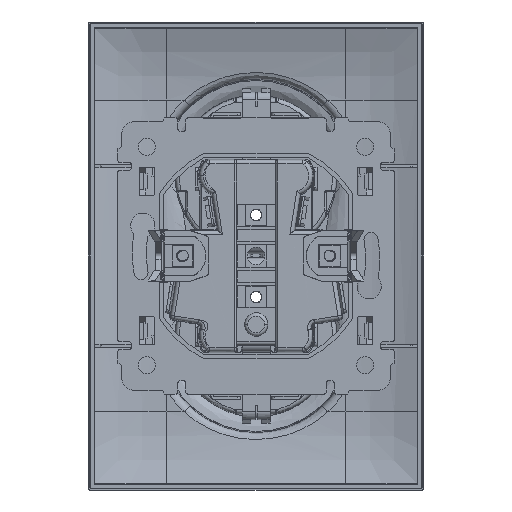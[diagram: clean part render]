
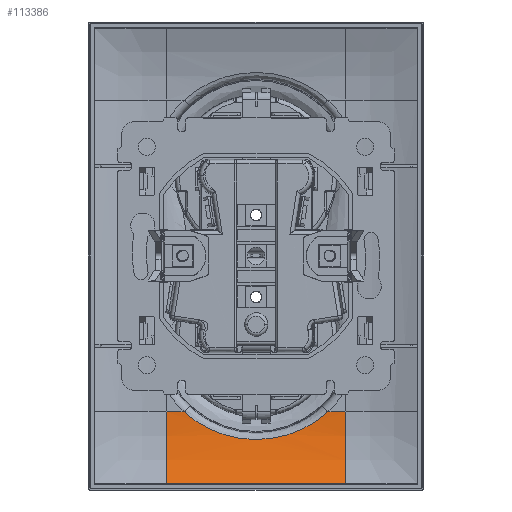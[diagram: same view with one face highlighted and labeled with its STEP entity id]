
A CAD part, front view. The second image highlights one B-rep face of the part: STEP entity #113386.
In plain terms, the highlighted cylindrical face has radius 50.4 mm (diameter 100.8 mm), a partial arc.
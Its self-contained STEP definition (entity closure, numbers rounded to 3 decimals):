
#1165 = ORIENTED_EDGE ( 'NONE', *, *, #80119, .F. ) ;
#1536 = EDGE_LOOP ( 'NONE', ( #71203, #8342, #24521, #1165, #122183, #2782 ) ) ;
#2782 = ORIENTED_EDGE ( 'NONE', *, *, #4162, .T. ) ;
#4162 = EDGE_CURVE ( 'NONE', #51296, #93504, #102842, .T. ) ;
#4658 = DIRECTION ( 'NONE',  ( 1., 0., 0. ) ) ;
#4987 = CARTESIAN_POINT ( 'NONE',  ( -7.912, 7.253, -45.909 ) ) ;
#5599 = CARTESIAN_POINT ( 'NONE',  ( 10.602, 7.356, -44.952 ) ) ;
#6362 = CARTESIAN_POINT ( 'NONE',  ( -23., 7.6, -40. ) ) ;
#6830 = CARTESIAN_POINT ( 'NONE',  ( -9.823, 7.325, -45.259 ) ) ;
#8342 = ORIENTED_EDGE ( 'NONE', *, *, #78632, .F. ) ;
#8357 = AXIS2_PLACEMENT_3D ( 'NONE', #61160, #99273, #13690 ) ;
#12157 = VERTEX_POINT ( 'NONE', #50503 ) ;
#13690 = DIRECTION ( 'NONE',  ( 0., 0., -1. ) ) ;
#13746 = CARTESIAN_POINT ( 'NONE',  ( 15.841, 7.559, -42.088 ) ) ;
#14365 = CARTESIAN_POINT ( 'NONE',  ( -5.874, 7.187, -46.443 ) ) ;
#14996 = CARTESIAN_POINT ( 'NONE',  ( 13.716, 7.485, -43.438 ) ) ;
#15608 = CARTESIAN_POINT ( 'NONE',  ( -9.722, 7.321, -45.298 ) ) ;
#19315 = CARTESIAN_POINT ( 'NONE',  ( 23., 4.124, -58.392 ) ) ;
#23075 = CYLINDRICAL_SURFACE ( 'NONE', #8357, 50.4 ) ;
#23412 = LINE ( 'NONE', #90248, #50618 ) ;
#24367 = CARTESIAN_POINT ( 'NONE',  ( 15.151, 7.537, -42.557 ) ) ;
#24521 = ORIENTED_EDGE ( 'NONE', *, *, #120996, .T. ) ;
#24995 = CARTESIAN_POINT ( 'NONE',  ( 10.892, 7.368, -44.829 ) ) ;
#26203 = CARTESIAN_POINT ( 'NONE',  ( -17.198, 7.6, -41.118 ) ) ;
#27473 = CARTESIAN_POINT ( 'NONE',  ( 23., 7.6, -46.273 ) ) ;
#27566 = B_SPLINE_CURVE_WITH_KNOTS ( 'NONE', 3,
 ( #109659, #43454, #111490, #120853 ),
 .UNSPECIFIED., .F., .F.,
 ( 4, 4 ),
 ( 0., 1. ),
 .UNSPECIFIED. ) ;
#27741 = CARTESIAN_POINT ( 'NONE',  ( 18.428, 7.6, -40. ) ) ;
#28654 = CARTESIAN_POINT ( 'NONE',  ( -18.428, 7.6, -40. ) ) ;
#32488 = CARTESIAN_POINT ( 'NONE',  ( 17.172, 7.591, -41.089 ) ) ;
#33260 = DIRECTION ( 'NONE',  ( 1., 0., 0. ) ) ;
#34973 = CARTESIAN_POINT ( 'NONE',  ( 10.309, 7.344, -45.07 ) ) ;
#36172 = CARTESIAN_POINT ( 'NONE',  ( 23., 4.124, -58.392 ) ) ;
#36815 = CARTESIAN_POINT ( 'NONE',  ( -14.08, 7.498, -43.215 ) ) ;
#38036 = CARTESIAN_POINT ( 'NONE',  ( -13.716, 7.484, -43.427 ) ) ;
#40782 = VECTOR ( 'NONE', #33260, 1000. ) ;
#42485 = CARTESIAN_POINT ( 'NONE',  ( 10.113, 7.336, -45.148 ) ) ;
#43108 = CARTESIAN_POINT ( 'NONE',  ( -10.709, 7.36, -44.92 ) ) ;
#43454 = CARTESIAN_POINT ( 'NONE',  ( -23., 6.412, -52.551 ) ) ;
#43719 = CARTESIAN_POINT ( 'NONE',  ( 11.47, 7.392, -44.577 ) ) ;
#43812 = CARTESIAN_POINT ( 'NONE',  ( -7.667, 4.124, -58.392 ) ) ;
#44325 = CARTESIAN_POINT ( 'NONE',  ( -12.981, 7.454, -43.833 ) ) ;
#44955 = CARTESIAN_POINT ( 'NONE',  ( -1.712, 7.104, -47.052 ) ) ;
#50503 = CARTESIAN_POINT ( 'NONE',  ( -23., 7.6, -40. ) ) ;
#50618 = VECTOR ( 'NONE', #4658, 1000. ) ;
#51296 = VERTEX_POINT ( 'NONE', #27741 ) ;
#51880 = CARTESIAN_POINT ( 'NONE',  ( 10.016, 7.333, -45.186 ) ) ;
#53197 = CARTESIAN_POINT ( 'NONE',  ( 7.667, 4.124, -58.392 ) ) ;
#53728 = CARTESIAN_POINT ( 'NONE',  ( -11.48, 7.393, -44.584 ) ) ;
#53807 = CARTESIAN_POINT ( 'NONE',  ( 23., 4.124, -58.392 ) ) ;
#54330 = CARTESIAN_POINT ( 'NONE',  ( -6.693, 7.211, -46.252 ) ) ;
#61160 = CARTESIAN_POINT ( 'NONE',  ( -64., -42.8, -40. ) ) ;
#63692 = CARTESIAN_POINT ( 'NONE',  ( 11.851, 7.408, -44.4 ) ) ;
#67253 = CARTESIAN_POINT ( 'NONE',  ( -18.428, 7.6, -40. ) ) ;
#70117 = VERTEX_POINT ( 'NONE', #96732 ) ;
#71203 = ORIENTED_EDGE ( 'NONE', *, *, #118392, .F. ) ;
#71227 = CARTESIAN_POINT ( 'NONE',  ( 17.812, 7.6, -40.559 ) ) ;
#71855 = CARTESIAN_POINT ( 'NONE',  ( -3.394, 7.126, -46.9 ) ) ;
#73551 = CARTESIAN_POINT ( 'NONE',  ( 23., 7.6, -40. ) ) ;
#76443 = B_SPLINE_CURVE_WITH_KNOTS ( 'NONE', 3,
 ( #104891, #27473, #84945, #19315 ),
 .UNSPECIFIED., .F., .F.,
 ( 4, 4 ),
 ( 0., 1. ),
 .UNSPECIFIED. ) ;
#78632 = EDGE_CURVE ( 'NONE', #70117, #12157, #27566, .T. ) ;
#80119 = EDGE_CURVE ( 'NONE', #109274, #103981, #76443, .T. ) ;
#81853 = CARTESIAN_POINT ( 'NONE',  ( 1.709, 7.104, -47.052 ) ) ;
#84945 = CARTESIAN_POINT ( 'NONE',  ( 23., 6.412, -52.551 ) ) ;
#89954 = CARTESIAN_POINT ( 'NONE',  ( -8.316, 7.267, -45.785 ) ) ;
#90248 = CARTESIAN_POINT ( 'NONE',  ( 18.428, 7.6, -40. ) ) ;
#91203 = CARTESIAN_POINT ( 'NONE',  ( 12.981, 7.455, -43.844 ) ) ;
#91818 = CARTESIAN_POINT ( 'NONE',  ( -12.609, 7.439, -44.027 ) ) ;
#92422 = CARTESIAN_POINT ( 'NONE',  ( -9.522, 7.313, -45.372 ) ) ;
#93504 = VERTEX_POINT ( 'NONE', #67253 ) ;
#96732 = CARTESIAN_POINT ( 'NONE',  ( -23., 4.124, -58.392 ) ) ;
#99273 = DIRECTION ( 'NONE',  ( 1., 0., 0. ) ) ;
#99955 = CARTESIAN_POINT ( 'NONE',  ( 18.428, 7.6, -40. ) ) ;
#101192 = CARTESIAN_POINT ( 'NONE',  ( 3.391, 7.126, -46.9 ) ) ;
#101812 = CARTESIAN_POINT ( 'NONE',  ( 6.696, 7.207, -46.291 ) ) ;
#102842 = B_SPLINE_CURVE_WITH_KNOTS ( 'NONE', 3,
 ( #99955, #71227, #32488, #13746, #24367, #14996, #91203, #63692, #43719, #24995, #5599, #34973, #42485, #51880, #120513, #101812, #101192, #81853, #44955, #71855, #14365, #54330, #4987, #89954, #109298, #109921, #92422, #15608, #6830, #43108, #53728, #91818, #44325, #38036, #36815, #104855, #26203, #28654 ),
 .UNSPECIFIED., .F., .F.,
 ( 4, 2, 2, 2, 2, 1, 2, 2, 2, 2, 2, 2, 2, 1, 2, 2, 2, 2, 2, 4 ),
 ( 0., 0.062, 0.125, 0.187, 0.219, 0.234, 0.242, 0.25, 0.375, 0.5, 0.625, 0.687, 0.719, 0.734, 0.742, 0.75, 0.812, 0.844, 0.875, 1. ),
 .UNSPECIFIED. ) ;
#103981 = VERTEX_POINT ( 'NONE', #36172 ) ;
#104855 = CARTESIAN_POINT ( 'NONE',  ( -15.868, 7.563, -42.116 ) ) ;
#104891 = CARTESIAN_POINT ( 'NONE',  ( 23., 7.6, -40. ) ) ;
#108617 = FACE_OUTER_BOUND ( 'NONE', #1536, .T. ) ;
#109274 = VERTEX_POINT ( 'NONE', #73551 ) ;
#109298 = CARTESIAN_POINT ( 'NONE',  ( -8.92, 7.29, -45.585 ) ) ;
#109659 = CARTESIAN_POINT ( 'NONE',  ( -23., 4.124, -58.392 ) ) ;
#109921 = CARTESIAN_POINT ( 'NONE',  ( -9.221, 7.301, -45.481 ) ) ;
#111490 = CARTESIAN_POINT ( 'NONE',  ( -23., 7.6, -46.273 ) ) ;
#113386 = ADVANCED_FACE ( 'NONE', ( #108617 ), #23075, .F. ) ;
#113488 = B_SPLINE_CURVE_WITH_KNOTS ( 'NONE', 3,
 ( #118129, #43812, #53197, #53807 ),
 .UNSPECIFIED., .F., .F.,
 ( 4, 4 ),
 ( 0., 1. ),
 .UNSPECIFIED. ) ;
#115214 = EDGE_CURVE ( 'NONE', #51296, #109274, #23412, .T. ) ;
#118129 = CARTESIAN_POINT ( 'NONE',  ( -23., 4.124, -58.392 ) ) ;
#118392 = EDGE_CURVE ( 'NONE', #12157, #93504, #119441, .T. ) ;
#119441 = LINE ( 'NONE', #6362, #40782 ) ;
#120513 = CARTESIAN_POINT ( 'NONE',  ( 8.32, 7.265, -45.834 ) ) ;
#120853 = CARTESIAN_POINT ( 'NONE',  ( -23., 7.6, -40. ) ) ;
#120996 = EDGE_CURVE ( 'NONE', #70117, #103981, #113488, .T. ) ;
#122183 = ORIENTED_EDGE ( 'NONE', *, *, #115214, .F. ) ;
